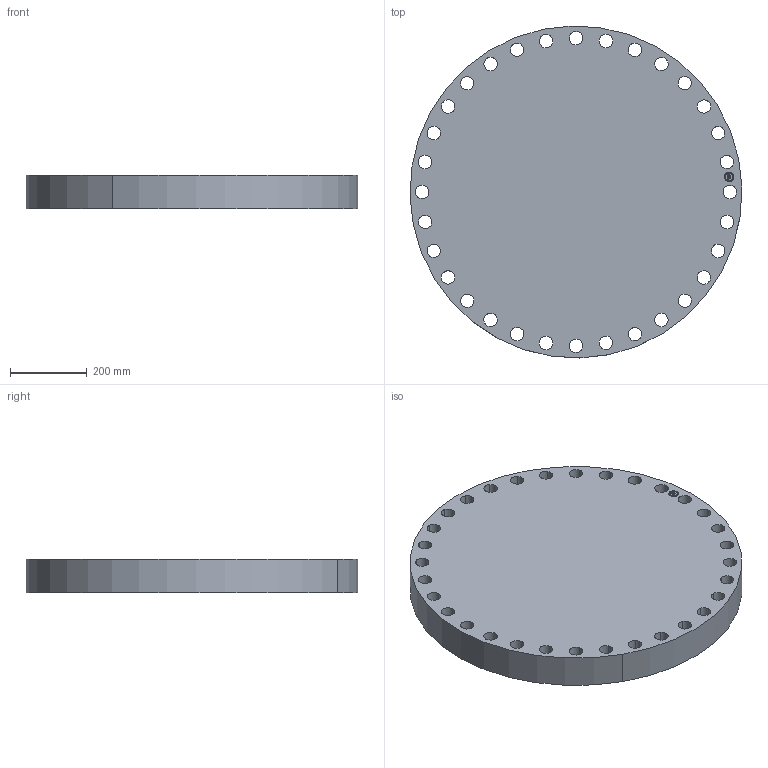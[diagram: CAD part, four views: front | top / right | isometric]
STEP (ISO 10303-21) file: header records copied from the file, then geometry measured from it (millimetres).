
FILE_DESCRIPTION(('3D STEP'),'2;1');
FILE_NAME('26-300-BLIND-FF-B-FLANGE.stp','2013-03-25T03:45:22+00:00',('Texas Flange'),(''),'CATIA Version 5 Release 20 SP 6 (IN-10)','CATIA V5 STEP AP214','800-826-3801');
FILE_SCHEMA(('AUTOMOTIVE_DESIGN { 1 0 10303 214 1 1 1 1 }'));
Length unit declared in the file: inch
Products named in the file (1): 26-300-BLIND-FF-B-FLANGE
Bounding box: 866.41 x 866.41 x 87.38 mm (x, y, z)
Volume: 48844565.3 mm3; surface area: 1663946.3 mm2
Topology: 1 solids, 1 shells, 453 faces, 1302 edges, 868 vertices
Faces by surface type: plane 367, cylinder 86
Entity records: 16966 total; most frequent: ORIENTED_EDGE 2604, CARTESIAN_POINT 2557, DIRECTION 2074, EDGE_CURVE 1302, VECTOR 1130, LINE 1130, VERTEX_POINT 868, AXIS2_PLACEMENT_3D 559
